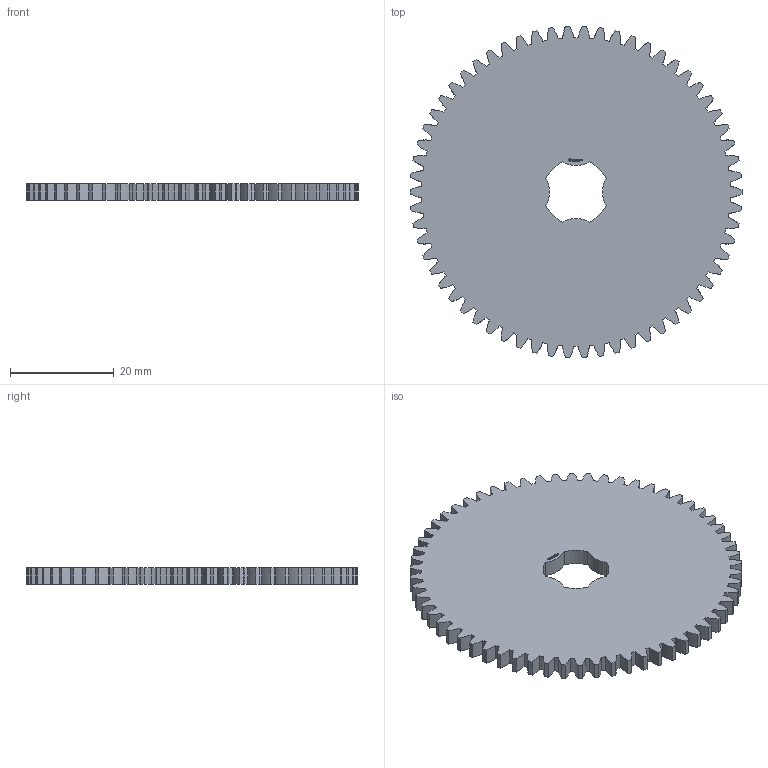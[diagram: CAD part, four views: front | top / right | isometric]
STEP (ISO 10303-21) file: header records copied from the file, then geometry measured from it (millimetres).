
FILE_DESCRIPTION(('FreeCAD Model'),'2;1');
FILE_NAME('Open CASCADE Shape Model','2024-03-10T20:01:02',(''),(''), 'Open CASCADE STEP processor 7.6','FreeCAD','Unknown');
FILE_SCHEMA(('AUTOMOTIVE_DESIGN { 1 0 10303 214 1 1 1 1 }'));
Products named in the file (1): Gear Wheel PLN TTH62 BU00.25 SFT-SHD - SPN-GWH-0225 (stemfie.org)
Bounding box: 64 x 63.95 x 3.12 mm (x, y, z)
Volume: 9045.9 mm3; surface area: 7146.8 mm2
Topology: 1 solids, 1 shells, 724 faces, 2079 edges, 1386 vertices
Faces by surface type: extrusion 396, plane 320, cylinder 8
Entity records: 67285 total; most frequent: CARTESIAN_POINT 23478, DIRECTION 5723, VECTOR 5017, LINE 4621, ORIENTED_EDGE 4158, PCURVE 4158, DEFINITIONAL_REPRESENTATION 4158, EDGE_CURVE 2079
